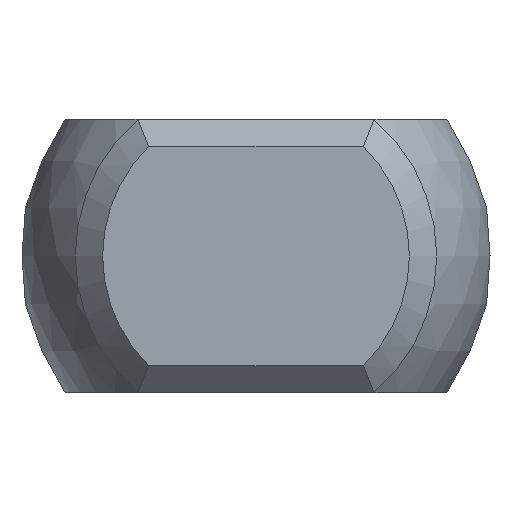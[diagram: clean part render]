
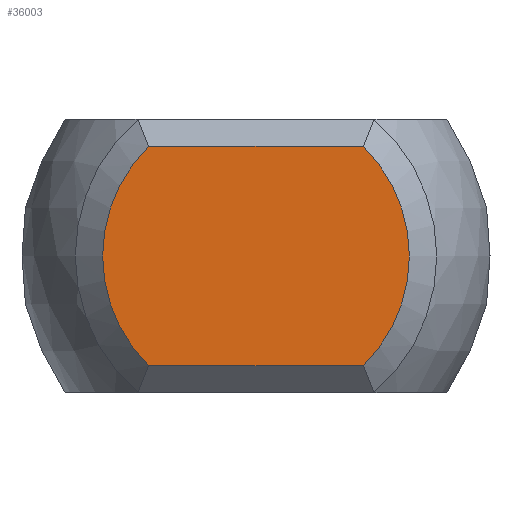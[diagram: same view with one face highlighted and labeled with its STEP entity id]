
A CAD part, left-side view. The second image highlights one B-rep face of the part: STEP entity #36003.
In plain terms, the highlighted planar face has unit normal (-1, 0, 0).
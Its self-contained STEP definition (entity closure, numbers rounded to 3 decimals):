
#33676 = PLANE('',#33677);
#33677 = AXIS2_PLACEMENT_3D('',#33678,#33679,#33680);
#33678 = CARTESIAN_POINT('',(-59.125,3.125,2.25));
#33679 = DIRECTION('',(0.707,0.,-0.707));
#33680 = DIRECTION('',(-0.707,0.,-0.707));
#35380 = EDGE_CURVE('',#35381,#35383,#35385,.T.);
#35381 = VERTEX_POINT('',#35382);
#35382 = CARTESIAN_POINT('',(-59.375,-1.96,-2.));
#35383 = VERTEX_POINT('',#35384);
#35384 = CARTESIAN_POINT('',(-59.375,-1.96,2.));
#35385 = SURFACE_CURVE('',#35386,(#35391,#35403),.PCURVE_S1.);
#35386 = CIRCLE('',#35387,2.8);
#35387 = AXIS2_PLACEMENT_3D('',#35388,#35389,#35390);
#35388 = CARTESIAN_POINT('',(-59.375,0.,0.));
#35389 = DIRECTION('',(-1.,0.,0.));
#35390 = DIRECTION('',(0.,-1.,0.));
#35391 = PCURVE('',#35392,#35397);
#35392 = CONICAL_SURFACE('',#35393,3.05,0.785);
#35393 = AXIS2_PLACEMENT_3D('',#35394,#35395,#35396);
#35394 = CARTESIAN_POINT('',(-59.125,0.,0.));
#35395 = DIRECTION('',(1.,0.,0.));
#35396 = DIRECTION('',(0.,-1.,0.));
#35397 = DEFINITIONAL_REPRESENTATION('',(#35398),#35402);
#35398 = LINE('',#35399,#35400);
#35399 = CARTESIAN_POINT('',(6.283,-0.25));
#35400 = VECTOR('',#35401,1.);
#35401 = DIRECTION('',(-1.,0.));
#35402 = ( GEOMETRIC_REPRESENTATION_CONTEXT(2) 
PARAMETRIC_REPRESENTATION_CONTEXT() REPRESENTATION_CONTEXT('2D SPACE',''
  ) );
#35403 = PCURVE('',#35404,#35409);
#35404 = PLANE('',#35405);
#35405 = AXIS2_PLACEMENT_3D('',#35406,#35407,#35408);
#35406 = CARTESIAN_POINT('',(-59.375,0.,0.));
#35407 = DIRECTION('',(1.,0.,0.));
#35408 = DIRECTION('',(0.,0.,-1.));
#35409 = DEFINITIONAL_REPRESENTATION('',(#35410),#35418);
#35410 = ( BOUNDED_CURVE() B_SPLINE_CURVE(2,(#35411,#35412,#35413,#35414
    ,#35415,#35416,#35417),.UNSPECIFIED.,.T.,.F.) 
B_SPLINE_CURVE_WITH_KNOTS((1,2,2,2,2,1),(-2.094,0.,
    2.094,4.189,6.283,8.378),
.UNSPECIFIED.) CURVE() GEOMETRIC_REPRESENTATION_ITEM() 
RATIONAL_B_SPLINE_CURVE((1.,0.5,1.,0.5,1.,0.5,1.)) REPRESENTATION_ITEM(
  '') );
#35411 = CARTESIAN_POINT('',(0.,-2.8));
#35412 = CARTESIAN_POINT('',(-4.85,-2.8));
#35413 = CARTESIAN_POINT('',(-2.425,1.4));
#35414 = CARTESIAN_POINT('',(0.,5.6));
#35415 = CARTESIAN_POINT('',(2.425,1.4));
#35416 = CARTESIAN_POINT('',(4.85,-2.8));
#35417 = CARTESIAN_POINT('',(0.,-2.8));
#35418 = ( GEOMETRIC_REPRESENTATION_CONTEXT(2) 
PARAMETRIC_REPRESENTATION_CONTEXT() REPRESENTATION_CONTEXT('2D SPACE',''
  ) );
#35436 = PLANE('',#35437);
#35437 = AXIS2_PLACEMENT_3D('',#35438,#35439,#35440);
#35438 = CARTESIAN_POINT('',(-59.125,-3.125,-2.25));
#35439 = DIRECTION('',(0.707,0.,0.707)
  );
#35440 = DIRECTION('',(0.707,0.,-0.707));
#35496 = EDGE_CURVE('',#35383,#35497,#35499,.T.);
#35497 = VERTEX_POINT('',#35498);
#35498 = CARTESIAN_POINT('',(-59.375,1.96,2.));
#35499 = SURFACE_CURVE('',#35500,(#35504,#35511),.PCURVE_S1.);
#35500 = LINE('',#35501,#35502);
#35501 = CARTESIAN_POINT('',(-59.375,3.125,2.));
#35502 = VECTOR('',#35503,1.);
#35503 = DIRECTION('',(0.,1.,0.));
#35504 = PCURVE('',#33676,#35505);
#35505 = DEFINITIONAL_REPRESENTATION('',(#35506),#35510);
#35506 = LINE('',#35507,#35508);
#35507 = CARTESIAN_POINT('',(0.354,0.));
#35508 = VECTOR('',#35509,1.);
#35509 = DIRECTION('',(0.,1.));
#35510 = ( GEOMETRIC_REPRESENTATION_CONTEXT(2) 
PARAMETRIC_REPRESENTATION_CONTEXT() REPRESENTATION_CONTEXT('2D SPACE',''
  ) );
#35511 = PCURVE('',#35404,#35512);
#35512 = DEFINITIONAL_REPRESENTATION('',(#35513),#35517);
#35513 = LINE('',#35514,#35515);
#35514 = CARTESIAN_POINT('',(-2.,3.125));
#35515 = VECTOR('',#35516,1.);
#35516 = DIRECTION('',(0.,1.));
#35517 = ( GEOMETRIC_REPRESENTATION_CONTEXT(2) 
PARAMETRIC_REPRESENTATION_CONTEXT() REPRESENTATION_CONTEXT('2D SPACE',''
  ) );
#35537 = CONICAL_SURFACE('',#35538,3.05,0.785);
#35538 = AXIS2_PLACEMENT_3D('',#35539,#35540,#35541);
#35539 = CARTESIAN_POINT('',(-59.125,0.,0.));
#35540 = DIRECTION('',(1.,0.,0.));
#35541 = DIRECTION('',(-0.,1.,0.));
#35551 = EDGE_CURVE('',#35497,#35552,#35554,.T.);
#35552 = VERTEX_POINT('',#35553);
#35553 = CARTESIAN_POINT('',(-59.375,1.96,-2.));
#35554 = SURFACE_CURVE('',#35555,(#35560,#35567),.PCURVE_S1.);
#35555 = CIRCLE('',#35556,2.8);
#35556 = AXIS2_PLACEMENT_3D('',#35557,#35558,#35559);
#35557 = CARTESIAN_POINT('',(-59.375,0.,0.));
#35558 = DIRECTION('',(-1.,0.,0.));
#35559 = DIRECTION('',(0.,1.,0.));
#35560 = PCURVE('',#35537,#35561);
#35561 = DEFINITIONAL_REPRESENTATION('',(#35562),#35566);
#35562 = LINE('',#35563,#35564);
#35563 = CARTESIAN_POINT('',(6.283,-0.25));
#35564 = VECTOR('',#35565,1.);
#35565 = DIRECTION('',(-1.,0.));
#35566 = ( GEOMETRIC_REPRESENTATION_CONTEXT(2) 
PARAMETRIC_REPRESENTATION_CONTEXT() REPRESENTATION_CONTEXT('2D SPACE',''
  ) );
#35567 = PCURVE('',#35404,#35568);
#35568 = DEFINITIONAL_REPRESENTATION('',(#35569),#35577);
#35569 = ( BOUNDED_CURVE() B_SPLINE_CURVE(2,(#35570,#35571,#35572,#35573
    ,#35574,#35575,#35576),.UNSPECIFIED.,.T.,.F.) 
B_SPLINE_CURVE_WITH_KNOTS((1,2,2,2,2,1),(-2.094,0.,
    2.094,4.189,6.283,8.378),
.UNSPECIFIED.) CURVE() GEOMETRIC_REPRESENTATION_ITEM() 
RATIONAL_B_SPLINE_CURVE((1.,0.5,1.,0.5,1.,0.5,1.)) REPRESENTATION_ITEM(
  '') );
#35570 = CARTESIAN_POINT('',(0.,2.8));
#35571 = CARTESIAN_POINT('',(4.85,2.8));
#35572 = CARTESIAN_POINT('',(2.425,-1.4));
#35573 = CARTESIAN_POINT('',(0.,-5.6));
#35574 = CARTESIAN_POINT('',(-2.425,-1.4));
#35575 = CARTESIAN_POINT('',(-4.85,2.8));
#35576 = CARTESIAN_POINT('',(0.,2.8));
#35577 = ( GEOMETRIC_REPRESENTATION_CONTEXT(2) 
PARAMETRIC_REPRESENTATION_CONTEXT() REPRESENTATION_CONTEXT('2D SPACE',''
  ) );
#35651 = EDGE_CURVE('',#35552,#35381,#35652,.T.);
#35652 = SURFACE_CURVE('',#35653,(#35657,#35664),.PCURVE_S1.);
#35653 = LINE('',#35654,#35655);
#35654 = CARTESIAN_POINT('',(-59.375,-3.125,-2.));
#35655 = VECTOR('',#35656,1.);
#35656 = DIRECTION('',(0.,-1.,0.));
#35657 = PCURVE('',#35436,#35658);
#35658 = DEFINITIONAL_REPRESENTATION('',(#35659),#35663);
#35659 = LINE('',#35660,#35661);
#35660 = CARTESIAN_POINT('',(-0.354,0.));
#35661 = VECTOR('',#35662,1.);
#35662 = DIRECTION('',(0.,-1.));
#35663 = ( GEOMETRIC_REPRESENTATION_CONTEXT(2) 
PARAMETRIC_REPRESENTATION_CONTEXT() REPRESENTATION_CONTEXT('2D SPACE',''
  ) );
#35664 = PCURVE('',#35404,#35665);
#35665 = DEFINITIONAL_REPRESENTATION('',(#35666),#35670);
#35666 = LINE('',#35667,#35668);
#35667 = CARTESIAN_POINT('',(2.,-3.125));
#35668 = VECTOR('',#35669,1.);
#35669 = DIRECTION('',(0.,-1.));
#35670 = ( GEOMETRIC_REPRESENTATION_CONTEXT(2) 
PARAMETRIC_REPRESENTATION_CONTEXT() REPRESENTATION_CONTEXT('2D SPACE',''
  ) );
#36003 = ADVANCED_FACE('',(#36004),#35404,.F.);
#36004 = FACE_BOUND('',#36005,.T.);
#36005 = EDGE_LOOP('',(#36006,#36007,#36008,#36009));
#36006 = ORIENTED_EDGE('',*,*,#35380,.T.);
#36007 = ORIENTED_EDGE('',*,*,#35496,.T.);
#36008 = ORIENTED_EDGE('',*,*,#35551,.T.);
#36009 = ORIENTED_EDGE('',*,*,#35651,.T.);
